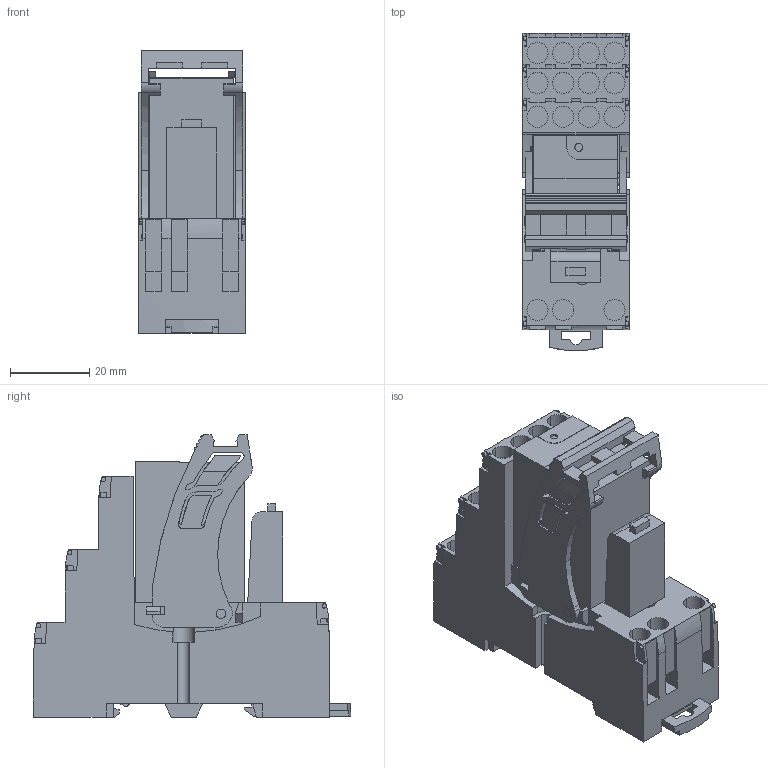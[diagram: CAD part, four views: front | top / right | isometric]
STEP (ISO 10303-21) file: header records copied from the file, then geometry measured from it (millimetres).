
FILE_DESCRIPTION(('CATIA V5 STEP Exchange','CAx-IF Rec.Pracs.--- Model Styling and Organization---1.5--- 2016-08-15','CAx-IF Rec.Pracs.---Supplemental Geometry---1.0---2011-11-01','CAx-IF Rec.Pracs.--- Composite Materials ---1.1---2010-07-15'),'2;1');
FILE_NAME ('D1649959_1', '2025-10-17T13:54:00+00:00', ('none'), ('Weidmueller'), 'CATIA Version 5-6 Release 2024 SP4', 'CATIA V5 STEP AP214 v3', 'none');
FILE_SCHEMA(('AUTOMOTIVE_DESIGN { 1 0 10303 214 1 1 1 1 }'));
Length unit declared in the file: millimetre
Products named in the file (1): S3D_CRMKIT_S_XXXVAC_XCO_L
Bounding box: 26.9 x 80.22 x 71.5 mm (x, y, z)
Volume: 84653.3 mm3; surface area: 25863.2 mm2
Topology: 1 solids, 1 shells, 590 faces, 1695 edges, 1135 vertices
Faces by surface type: plane 392, cylinder 178, extrusion 20
Entity records: 18449 total; most frequent: CARTESIAN_POINT 3940, ORIENTED_EDGE 3390, DIRECTION 2213, EDGE_CURVE 1695, VECTOR 1189, LINE 1169, VERTEX_POINT 1135, AXIS2_PLACEMENT_3D 710
